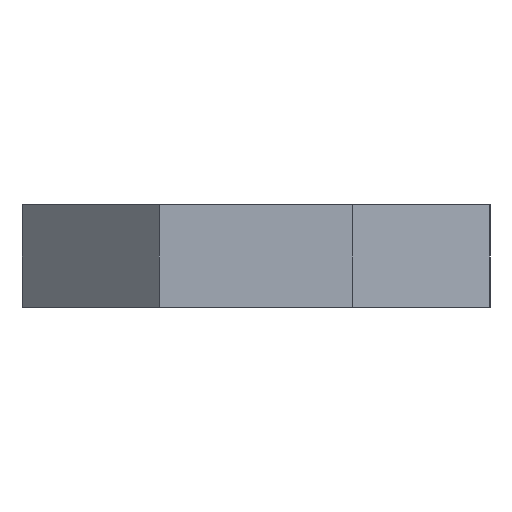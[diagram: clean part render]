
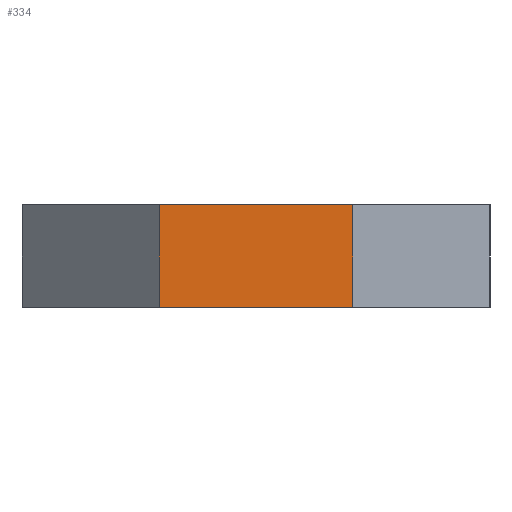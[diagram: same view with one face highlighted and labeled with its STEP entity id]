
A CAD part, left-side view. The second image highlights one B-rep face of the part: STEP entity #334.
In plain terms, the highlighted planar face has unit normal (-1, 0, 0).
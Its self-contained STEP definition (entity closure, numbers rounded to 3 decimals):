
#18=PLANE('',#368);
#38=FACE_OUTER_BOUND('',#57,.T.);
#57=EDGE_LOOP('',(#275,#276,#277,#278));
#98=LINE('',#1139,#126);
#99=LINE('',#1144,#127);
#100=LINE('',#1145,#128);
#101=LINE('',#1146,#129);
#126=VECTOR('',#410,10.);
#127=VECTOR('',#415,10.);
#128=VECTOR('',#416,10.);
#129=VECTOR('',#417,10.);
#159=VERTEX_POINT('',#1124);
#166=VERTEX_POINT('',#1137);
#167=VERTEX_POINT('',#1142);
#168=VERTEX_POINT('',#1143);
#206=EDGE_CURVE('',#166,#159,#98,.T.);
#207=EDGE_CURVE('',#167,#168,#99,.T.);
#208=EDGE_CURVE('',#168,#159,#100,.T.);
#209=EDGE_CURVE('',#167,#166,#101,.T.);
#275=ORIENTED_EDGE('',*,*,#207,.T.);
#276=ORIENTED_EDGE('',*,*,#208,.T.);
#277=ORIENTED_EDGE('',*,*,#206,.F.);
#278=ORIENTED_EDGE('',*,*,#209,.F.);
#334=ADVANCED_FACE('',(#38),#18,.T.);
#368=AXIS2_PLACEMENT_3D('',#1141,#413,#414);
#410=DIRECTION('',(0.,-1.,0.));
#413=DIRECTION('center_axis',(-1.,0.,0.));
#414=DIRECTION('ref_axis',(0.,-1.,0.));
#415=DIRECTION('',(0.,-1.,0.));
#416=DIRECTION('',(0.,0.,1.));
#417=DIRECTION('',(0.,0.,1.));
#1124=CARTESIAN_POINT('',(-92.687,2.687,2.));
#1137=CARTESIAN_POINT('',(-92.687,6.487,2.));
#1139=CARTESIAN_POINT('',(-92.687,6.487,2.));
#1141=CARTESIAN_POINT('Origin',(-92.687,6.487,0.));
#1142=CARTESIAN_POINT('',(-92.687,6.487,0.));
#1143=CARTESIAN_POINT('',(-92.687,2.687,0.));
#1144=CARTESIAN_POINT('',(-92.687,6.487,0.));
#1145=CARTESIAN_POINT('',(-92.687,2.687,0.));
#1146=CARTESIAN_POINT('',(-92.687,6.487,0.));
